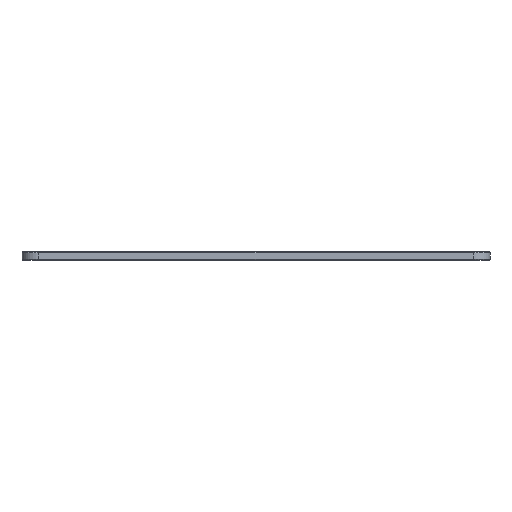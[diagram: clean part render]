
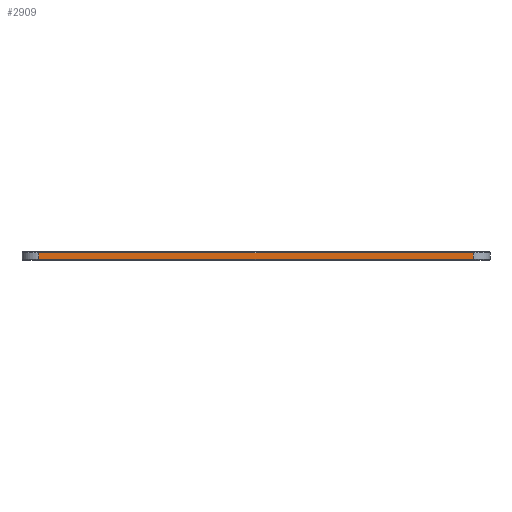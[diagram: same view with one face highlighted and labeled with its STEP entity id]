
A CAD part, left-side view. The second image highlights one B-rep face of the part: STEP entity #2909.
In plain terms, the highlighted planar face has unit normal (-1, 0, 0).
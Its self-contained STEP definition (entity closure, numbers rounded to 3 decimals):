
#101 = PLANE('',#102);
#102 = AXIS2_PLACEMENT_3D('',#103,#104,#105);
#103 = CARTESIAN_POINT('',(-6.1,162.5,0.15));
#104 = DIRECTION('',(0.707,0.,0.707));
#105 = DIRECTION('',(0.,-1.,0.));
#1104 = VERTEX_POINT('',#1105);
#1105 = CARTESIAN_POINT('',(-6.25,162.5,0.3));
#1120 = CYLINDRICAL_SURFACE('',#1121,6.25);
#1121 = AXIS2_PLACEMENT_3D('',#1122,#1123,#1124);
#1122 = CARTESIAN_POINT('',(0.,162.5,0.));
#1123 = DIRECTION('',(-0.,-0.,-1.));
#1124 = DIRECTION('',(1.,0.,0.));
#1213 = EDGE_CURVE('',#1104,#1214,#1216,.T.);
#1214 = VERTEX_POINT('',#1215);
#1215 = CARTESIAN_POINT('',(-6.25,0.,0.3));
#1216 = SURFACE_CURVE('',#1217,(#1221,#1228),.PCURVE_S1.);
#1217 = LINE('',#1218,#1219);
#1218 = CARTESIAN_POINT('',(-6.25,162.5,0.3));
#1219 = VECTOR('',#1220,1.);
#1220 = DIRECTION('',(-0.,-1.,-0.));
#1221 = PCURVE('',#101,#1222);
#1222 = DEFINITIONAL_REPRESENTATION('',(#1223),#1227);
#1223 = LINE('',#1224,#1225);
#1224 = CARTESIAN_POINT('',(0.,-0.212));
#1225 = VECTOR('',#1226,1.);
#1226 = DIRECTION('',(1.,0.));
#1227 = ( GEOMETRIC_REPRESENTATION_CONTEXT(2) 
PARAMETRIC_REPRESENTATION_CONTEXT() REPRESENTATION_CONTEXT('2D SPACE',''
  ) );
#1228 = PCURVE('',#1229,#1234);
#1229 = PLANE('',#1230);
#1230 = AXIS2_PLACEMENT_3D('',#1231,#1232,#1233);
#1231 = CARTESIAN_POINT('',(-6.25,0.,0.));
#1232 = DIRECTION('',(-1.,0.,0.));
#1233 = DIRECTION('',(0.,1.,0.));
#1234 = DEFINITIONAL_REPRESENTATION('',(#1235),#1239);
#1235 = LINE('',#1236,#1237);
#1236 = CARTESIAN_POINT('',(162.5,-0.3));
#1237 = VECTOR('',#1238,1.);
#1238 = DIRECTION('',(-1.,0.));
#1239 = ( GEOMETRIC_REPRESENTATION_CONTEXT(2) 
PARAMETRIC_REPRESENTATION_CONTEXT() REPRESENTATION_CONTEXT('2D SPACE',''
  ) );
#1336 = CYLINDRICAL_SURFACE('',#1337,6.25);
#1337 = AXIS2_PLACEMENT_3D('',#1338,#1339,#1340);
#1338 = CARTESIAN_POINT('',(0.,0.,0.));
#1339 = DIRECTION('',(-0.,-0.,-1.));
#1340 = DIRECTION('',(1.,0.,0.));
#2805 = VERTEX_POINT('',#2806);
#2806 = CARTESIAN_POINT('',(-6.25,162.5,2.825));
#2833 = EDGE_CURVE('',#1104,#2805,#2834,.T.);
#2834 = SURFACE_CURVE('',#2835,(#2839,#2846),.PCURVE_S1.);
#2835 = LINE('',#2836,#2837);
#2836 = CARTESIAN_POINT('',(-6.25,162.5,0.));
#2837 = VECTOR('',#2838,1.);
#2838 = DIRECTION('',(0.,0.,1.));
#2839 = PCURVE('',#1120,#2840);
#2840 = DEFINITIONAL_REPRESENTATION('',(#2841),#2845);
#2841 = LINE('',#2842,#2843);
#2842 = CARTESIAN_POINT('',(-3.142,0.));
#2843 = VECTOR('',#2844,1.);
#2844 = DIRECTION('',(-0.,-1.));
#2845 = ( GEOMETRIC_REPRESENTATION_CONTEXT(2) 
PARAMETRIC_REPRESENTATION_CONTEXT() REPRESENTATION_CONTEXT('2D SPACE',''
  ) );
#2846 = PCURVE('',#1229,#2847);
#2847 = DEFINITIONAL_REPRESENTATION('',(#2848),#2852);
#2848 = LINE('',#2849,#2850);
#2849 = CARTESIAN_POINT('',(162.5,0.));
#2850 = VECTOR('',#2851,1.);
#2851 = DIRECTION('',(0.,-1.));
#2852 = ( GEOMETRIC_REPRESENTATION_CONTEXT(2) 
PARAMETRIC_REPRESENTATION_CONTEXT() REPRESENTATION_CONTEXT('2D SPACE',''
  ) );
#2909 = ADVANCED_FACE('',(#2910),#1229,.T.);
#2910 = FACE_BOUND('',#2911,.T.);
#2911 = EDGE_LOOP('',(#2912,#2935,#2961,#2962));
#2912 = ORIENTED_EDGE('',*,*,#2913,.T.);
#2913 = EDGE_CURVE('',#1214,#2914,#2916,.T.);
#2914 = VERTEX_POINT('',#2915);
#2915 = CARTESIAN_POINT('',(-6.25,0.,2.825));
#2916 = SURFACE_CURVE('',#2917,(#2921,#2928),.PCURVE_S1.);
#2917 = LINE('',#2918,#2919);
#2918 = CARTESIAN_POINT('',(-6.25,0.,0.));
#2919 = VECTOR('',#2920,1.);
#2920 = DIRECTION('',(0.,0.,1.));
#2921 = PCURVE('',#1229,#2922);
#2922 = DEFINITIONAL_REPRESENTATION('',(#2923),#2927);
#2923 = LINE('',#2924,#2925);
#2924 = CARTESIAN_POINT('',(0.,0.));
#2925 = VECTOR('',#2926,1.);
#2926 = DIRECTION('',(0.,-1.));
#2927 = ( GEOMETRIC_REPRESENTATION_CONTEXT(2) 
PARAMETRIC_REPRESENTATION_CONTEXT() REPRESENTATION_CONTEXT('2D SPACE',''
  ) );
#2928 = PCURVE('',#1336,#2929);
#2929 = DEFINITIONAL_REPRESENTATION('',(#2930),#2934);
#2930 = LINE('',#2931,#2932);
#2931 = CARTESIAN_POINT('',(-3.142,0.));
#2932 = VECTOR('',#2933,1.);
#2933 = DIRECTION('',(-0.,-1.));
#2934 = ( GEOMETRIC_REPRESENTATION_CONTEXT(2) 
PARAMETRIC_REPRESENTATION_CONTEXT() REPRESENTATION_CONTEXT('2D SPACE',''
  ) );
#2935 = ORIENTED_EDGE('',*,*,#2936,.F.);
#2936 = EDGE_CURVE('',#2805,#2914,#2937,.T.);
#2937 = SURFACE_CURVE('',#2938,(#2942,#2949),.PCURVE_S1.);
#2938 = LINE('',#2939,#2940);
#2939 = CARTESIAN_POINT('',(-6.25,162.5,2.825));
#2940 = VECTOR('',#2941,1.);
#2941 = DIRECTION('',(-0.,-1.,-0.));
#2942 = PCURVE('',#1229,#2943);
#2943 = DEFINITIONAL_REPRESENTATION('',(#2944),#2948);
#2944 = LINE('',#2945,#2946);
#2945 = CARTESIAN_POINT('',(162.5,-2.825));
#2946 = VECTOR('',#2947,1.);
#2947 = DIRECTION('',(-1.,0.));
#2948 = ( GEOMETRIC_REPRESENTATION_CONTEXT(2) 
PARAMETRIC_REPRESENTATION_CONTEXT() REPRESENTATION_CONTEXT('2D SPACE',''
  ) );
#2949 = PCURVE('',#2950,#2955);
#2950 = PLANE('',#2951);
#2951 = AXIS2_PLACEMENT_3D('',#2952,#2953,#2954);
#2952 = CARTESIAN_POINT('',(-6.1,162.5,2.975));
#2953 = DIRECTION('',(-0.707,0.,0.707));
#2954 = DIRECTION('',(0.,-1.,0.));
#2955 = DEFINITIONAL_REPRESENTATION('',(#2956),#2960);
#2956 = LINE('',#2957,#2958);
#2957 = CARTESIAN_POINT('',(-0.,-0.212));
#2958 = VECTOR('',#2959,1.);
#2959 = DIRECTION('',(1.,0.));
#2960 = ( GEOMETRIC_REPRESENTATION_CONTEXT(2) 
PARAMETRIC_REPRESENTATION_CONTEXT() REPRESENTATION_CONTEXT('2D SPACE',''
  ) );
#2961 = ORIENTED_EDGE('',*,*,#2833,.F.);
#2962 = ORIENTED_EDGE('',*,*,#1213,.T.);
